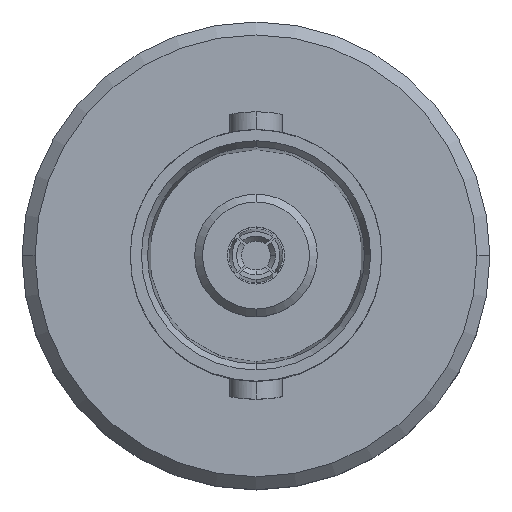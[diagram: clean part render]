
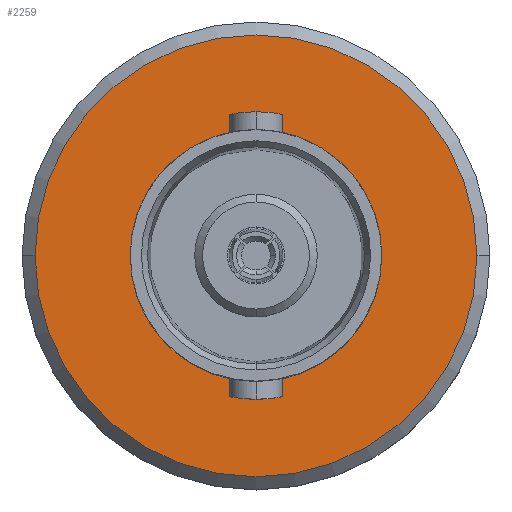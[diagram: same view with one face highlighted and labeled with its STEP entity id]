
A CAD part, top view. The second image highlights one B-rep face of the part: STEP entity #2259.
In plain terms, the highlighted planar face has unit normal (0, 0, 1).
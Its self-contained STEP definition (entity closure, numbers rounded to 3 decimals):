
#114 = ORIENTED_EDGE ( 'NONE', *, *, #3667, .F. ) ;
#358 = FACE_OUTER_BOUND ( 'NONE', #4899, .T. ) ;
#362 = FACE_BOUND ( 'NONE', #4155, .T. ) ;
#1585 = PLANE ( 'NONE',  #3971 ) ;
#1592 = CARTESIAN_POINT ( 'NONE',  ( 0., 8.5, -11.3 ) ) ;
#1593 = DIRECTION ( 'NONE',  ( 0., 0., -1. ) ) ;
#1594 = DIRECTION ( 'NONE',  ( -1., 0., 0. ) ) ;
#2259 = ADVANCED_FACE ( 'NONE', ( #358, #362 ), #1585, .F. ) ;
#2687 = ORIENTED_EDGE ( 'NONE', *, *, #4175, .F. ) ;
#2688 = ORIENTED_EDGE ( 'NONE', *, *, #3512, .T. ) ;
#2689 = ORIENTED_EDGE ( 'NONE', *, *, #3474, .T. ) ;
#2711 = AXIS2_PLACEMENT_3D ( 'NONE', #5590, #5591, #5592 ) ;
#2757 = AXIS2_PLACEMENT_3D ( 'NONE', #6798, #6799, #6800 ) ;
#2789 = AXIS2_PLACEMENT_3D ( 'NONE', #6964, #6965, #6966 ) ;
#3147 = VERTEX_POINT ( 'NONE', #5150 ) ;
#3151 = VERTEX_POINT ( 'NONE', #5154 ) ;
#3185 = VERTEX_POINT ( 'NONE', #5188 ) ;
#3206 = VERTEX_POINT ( 'NONE', #5209 ) ;
#3474 = EDGE_CURVE ( 'NONE', #3151, #3147, #6416, .T. ) ;
#3512 = EDGE_CURVE ( 'NONE', #3147, #3151, #5952, .T. ) ;
#3667 = EDGE_CURVE ( 'NONE', #3206, #3185, #6107, .T. ) ;
#3971 = AXIS2_PLACEMENT_3D ( 'NONE', #1592, #1593, #1594 ) ;
#4147 = AXIS2_PLACEMENT_3D ( 'NONE', #5434, #5435, #5436 ) ;
#4155 = EDGE_LOOP ( 'NONE', ( #2688, #2689 ) ) ;
#4175 = EDGE_CURVE ( 'NONE', #3185, #3206, #6172, .T. ) ;
#4899 = EDGE_LOOP ( 'NONE', ( #114, #2687 ) ) ;
#5150 = CARTESIAN_POINT ( 'NONE',  ( 4.84, 0., -11.3 ) ) ;
#5154 = CARTESIAN_POINT ( 'NONE',  ( -4.84, 0., -11.3 ) ) ;
#5188 = CARTESIAN_POINT ( 'NONE',  ( 8.5, 0., -11.3 ) ) ;
#5209 = CARTESIAN_POINT ( 'NONE',  ( -8.5, 0., -11.3 ) ) ;
#5434 = CARTESIAN_POINT ( 'NONE',  ( 0., 0., -11.3 ) ) ;
#5435 = DIRECTION ( 'NONE',  ( 0., 0., -1. ) ) ;
#5436 = DIRECTION ( 'NONE',  ( -1., 0., 0. ) ) ;
#5590 = CARTESIAN_POINT ( 'NONE',  ( 0., 0., -11.3 ) ) ;
#5591 = DIRECTION ( 'NONE',  ( 0., 0., -1. ) ) ;
#5592 = DIRECTION ( 'NONE',  ( -1., 0., 0. ) ) ;
#5952 = CIRCLE ( 'NONE', #2711, 4.84 ) ;
#6107 = CIRCLE ( 'NONE', #2757, 8.5 ) ;
#6172 = CIRCLE ( 'NONE', #2789, 8.5 ) ;
#6416 = CIRCLE ( 'NONE', #4147, 4.84 ) ;
#6798 = CARTESIAN_POINT ( 'NONE',  ( 0., 0., -11.3 ) ) ;
#6799 = DIRECTION ( 'NONE',  ( 0., 0., -1. ) ) ;
#6800 = DIRECTION ( 'NONE',  ( -1., 0., 0. ) ) ;
#6964 = CARTESIAN_POINT ( 'NONE',  ( 0., 0., -11.3 ) ) ;
#6965 = DIRECTION ( 'NONE',  ( 0., 0., -1. ) ) ;
#6966 = DIRECTION ( 'NONE',  ( -1., 0., 0. ) ) ;
